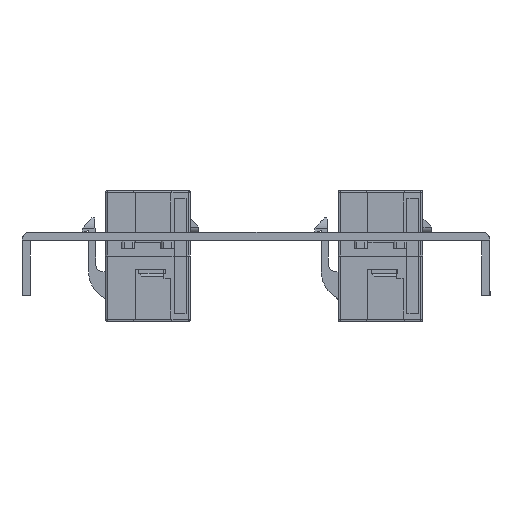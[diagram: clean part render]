
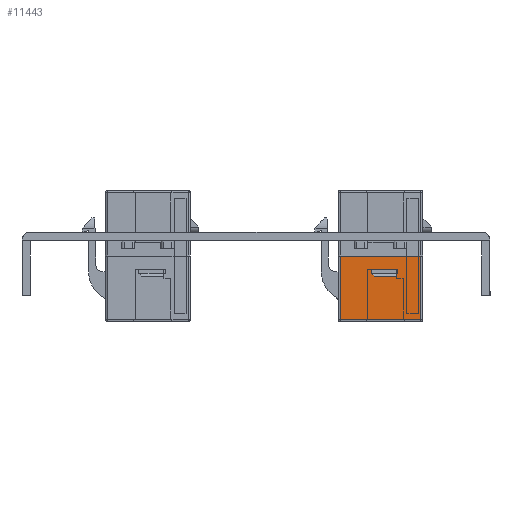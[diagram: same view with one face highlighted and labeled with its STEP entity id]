
A CAD part, left-side view. The second image highlights one B-rep face of the part: STEP entity #11443.
In plain terms, the highlighted planar face has unit normal (-1, 0, 0).
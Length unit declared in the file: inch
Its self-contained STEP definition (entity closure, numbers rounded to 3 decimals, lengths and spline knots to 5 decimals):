
#807 = DIRECTION ( 'NONE',  ( 0., 0.707, -0.707 ) ) ;
#1004 = VERTEX_POINT ( 'NONE', #14497 ) ;
#1058 = VECTOR ( 'NONE', #24754, 39.37008 ) ;
#1106 = PLANE ( 'NONE',  #18635 ) ;
#1164 = LINE ( 'NONE', #6993, #5105 ) ;
#1296 = CARTESIAN_POINT ( 'NONE',  ( -0.2874, 0.06693, -0.09843 ) ) ;
#1354 = CARTESIAN_POINT ( 'NONE',  ( -0.2874, -0.31693, 0.49213 ) ) ;
#1434 = CARTESIAN_POINT ( 'NONE',  ( -0.2874, -0.11024, -0.14961 ) ) ;
#1684 = VERTEX_POINT ( 'NONE', #8309 ) ;
#1700 = VECTOR ( 'NONE', #18847, 39.37008 ) ;
#2054 = ORIENTED_EDGE ( 'NONE', *, *, #6648, .T. ) ;
#2097 = CARTESIAN_POINT ( 'NONE',  ( -0.2874, 0.30118, -0.47638 ) ) ;
#2497 = VERTEX_POINT ( 'NONE', #2097 ) ;
#3584 = CARTESIAN_POINT ( 'NONE',  ( -0.2874, 0.06693, -0.09843 ) ) ;
#3807 = ORIENTED_EDGE ( 'NONE', *, *, #7753, .T. ) ;
#3987 = ORIENTED_EDGE ( 'NONE', *, *, #8470, .T. ) ;
#4828 = CARTESIAN_POINT ( 'NONE',  ( -0.2874, 0.06693, -0.12992 ) ) ;
#4837 = LINE ( 'NONE', #6741, #6281 ) ;
#4895 = DIRECTION ( 'NONE',  ( 0., 0., -1. ) ) ;
#5105 = VECTOR ( 'NONE', #6736, 39.37008 ) ;
#5367 = VECTOR ( 'NONE', #12594, 39.37008 ) ;
#5490 = LINE ( 'NONE', #3584, #9947 ) ;
#5531 = CARTESIAN_POINT ( 'NONE',  ( -0.2874, -0.12992, -0.09843 ) ) ;
#6281 = VECTOR ( 'NONE', #14621, 39.37008 ) ;
#6648 = EDGE_CURVE ( 'NONE', #1004, #2497, #1164, .T. ) ;
#6736 = DIRECTION ( 'NONE',  ( 0., 0., -1. ) ) ;
#6741 = CARTESIAN_POINT ( 'NONE',  ( -0.2874, 0.06693, -0.09843 ) ) ;
#6993 = CARTESIAN_POINT ( 'NONE',  ( -0.2874, 0.30118, 0.49213 ) ) ;
#7524 = EDGE_CURVE ( 'NONE', #11327, #10795, #4837, .T. ) ;
#7723 = ORIENTED_EDGE ( 'NONE', *, *, #8337, .T. ) ;
#7753 = EDGE_CURVE ( 'NONE', #1684, #12586, #13838, .T. ) ;
#8309 = CARTESIAN_POINT ( 'NONE',  ( -0.2874, -0.30118, -0.47638 ) ) ;
#8337 = EDGE_CURVE ( 'NONE', #10795, #24172, #5490, .T. ) ;
#8470 = EDGE_CURVE ( 'NONE', #24172, #22181, #24631, .T. ) ;
#8519 = EDGE_CURVE ( 'NONE', #22181, #12528, #10702, .T. ) ;
#8571 = EDGE_LOOP ( 'NONE', ( #17697, #2054, #8924, #3807 ) ) ;
#8723 = VECTOR ( 'NONE', #23568, 39.37008 ) ;
#8924 = ORIENTED_EDGE ( 'NONE', *, *, #22838, .T. ) ;
#9239 = EDGE_LOOP ( 'NONE', ( #12986, #7723, #3987, #15457, #10467, #18421 ) ) ;
#9879 = EDGE_CURVE ( 'NONE', #1004, #12586, #24225, .T. ) ;
#9947 = VECTOR ( 'NONE', #21091, 39.37008 ) ;
#10298 = VECTOR ( 'NONE', #14056, 39.37008 ) ;
#10467 = ORIENTED_EDGE ( 'NONE', *, *, #14772, .T. ) ;
#10702 = LINE ( 'NONE', #24598, #12824 ) ;
#10795 = VERTEX_POINT ( 'NONE', #1296 ) ;
#10993 = FACE_OUTER_BOUND ( 'NONE', #8571, .T. ) ;
#11327 = VERTEX_POINT ( 'NONE', #14301 ) ;
#11443 = ADVANCED_FACE ( 'NONE', ( #24998, #10993 ), #1106, .F. ) ;
#12053 = CARTESIAN_POINT ( 'NONE',  ( -0.2874, -0.30118, 0.49213 ) ) ;
#12528 = VERTEX_POINT ( 'NONE', #1434 ) ;
#12586 = VERTEX_POINT ( 'NONE', #23225 ) ;
#12594 = DIRECTION ( 'NONE',  ( 0., 0.707, 0.707 ) ) ;
#12786 = DIRECTION ( 'NONE',  ( 1., 0., 0. ) ) ;
#12824 = VECTOR ( 'NONE', #807, 39.37008 ) ;
#12986 = ORIENTED_EDGE ( 'NONE', *, *, #7524, .T. ) ;
#13838 = LINE ( 'NONE', #12053, #8723 ) ;
#14056 = DIRECTION ( 'NONE',  ( 0., -1., 0. ) ) ;
#14301 = CARTESIAN_POINT ( 'NONE',  ( -0.2874, 0.06693, -0.12992 ) ) ;
#14497 = CARTESIAN_POINT ( 'NONE',  ( -0.2874, 0.30118, -0.00394 ) ) ;
#14615 = CARTESIAN_POINT ( 'NONE',  ( -0.2874, -0.30118, -0.00394 ) ) ;
#14621 = DIRECTION ( 'NONE',  ( 0., 0., 1. ) ) ;
#14772 = EDGE_CURVE ( 'NONE', #12528, #23318, #21108, .T. ) ;
#15280 = CARTESIAN_POINT ( 'NONE',  ( -0.2874, 0.04724, -0.14961 ) ) ;
#15424 = CARTESIAN_POINT ( 'NONE',  ( -0.2874, -0.12992, -0.12992 ) ) ;
#15457 = ORIENTED_EDGE ( 'NONE', *, *, #8519, .T. ) ;
#15820 = LINE ( 'NONE', #19400, #10298 ) ;
#17044 = CARTESIAN_POINT ( 'NONE',  ( -0.2874, -0.12992, -0.12992 ) ) ;
#17313 = EDGE_CURVE ( 'NONE', #23318, #11327, #22198, .T. ) ;
#17697 = ORIENTED_EDGE ( 'NONE', *, *, #9879, .F. ) ;
#18421 = ORIENTED_EDGE ( 'NONE', *, *, #17313, .T. ) ;
#18437 = DIRECTION ( 'NONE',  ( 0., -1., 0. ) ) ;
#18635 = AXIS2_PLACEMENT_3D ( 'NONE', #1354, #12786, #4895 ) ;
#18847 = DIRECTION ( 'NONE',  ( 0., 1., 0. ) ) ;
#19400 = CARTESIAN_POINT ( 'NONE',  ( -0.2874, -0.31693, -0.47638 ) ) ;
#21091 = DIRECTION ( 'NONE',  ( 0., -1., 0. ) ) ;
#21108 = LINE ( 'NONE', #15280, #1700 ) ;
#22181 = VERTEX_POINT ( 'NONE', #15424 ) ;
#22198 = LINE ( 'NONE', #4828, #5367 ) ;
#22838 = EDGE_CURVE ( 'NONE', #2497, #1684, #15820, .T. ) ;
#23225 = CARTESIAN_POINT ( 'NONE',  ( -0.2874, -0.30118, -0.00394 ) ) ;
#23233 = CARTESIAN_POINT ( 'NONE',  ( -0.2874, 0.04724, -0.14961 ) ) ;
#23318 = VERTEX_POINT ( 'NONE', #23233 ) ;
#23397 = VECTOR ( 'NONE', #18437, 39.37008 ) ;
#23568 = DIRECTION ( 'NONE',  ( 0., 0., 1. ) ) ;
#24172 = VERTEX_POINT ( 'NONE', #5531 ) ;
#24225 = LINE ( 'NONE', #14615, #23397 ) ;
#24598 = CARTESIAN_POINT ( 'NONE',  ( -0.2874, -0.11024, -0.14961 ) ) ;
#24631 = LINE ( 'NONE', #17044, #1058 ) ;
#24754 = DIRECTION ( 'NONE',  ( 0., 0., -1. ) ) ;
#24998 = FACE_BOUND ( 'NONE', #9239, .T. ) ;
